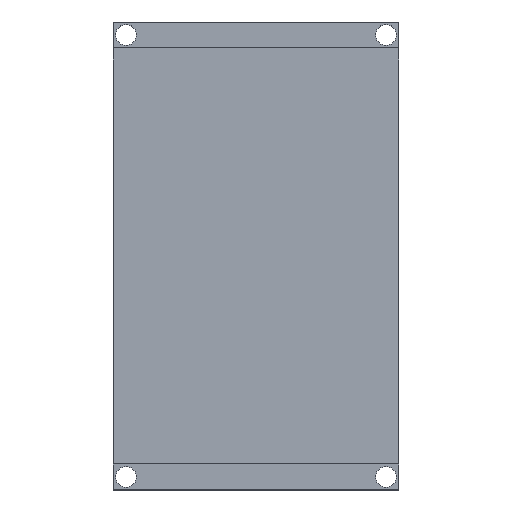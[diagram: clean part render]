
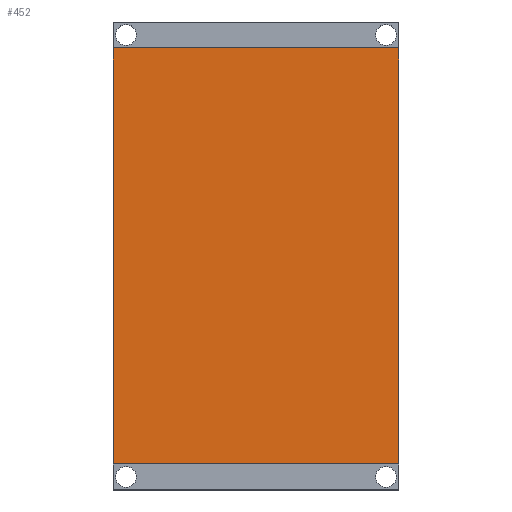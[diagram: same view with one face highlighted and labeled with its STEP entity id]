
A CAD part, top view. The second image highlights one B-rep face of the part: STEP entity #452.
In plain terms, the highlighted planar face has unit normal (0, 0, 1).
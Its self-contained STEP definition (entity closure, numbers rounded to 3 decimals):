
#38=PLANE('',#497);
#61=FACE_OUTER_BOUND('',#88,.T.);
#88=EDGE_LOOP('',(#384,#385,#386,#387));
#134=LINE('',#710,#186);
#138=LINE('',#719,#190);
#140=LINE('',#722,#192);
#141=LINE('',#723,#193);
#186=VECTOR('',#586,10.);
#190=VECTOR('',#592,10.);
#192=VECTOR('',#596,10.);
#193=VECTOR('',#597,10.);
#242=VERTEX_POINT('',#707);
#243=VERTEX_POINT('',#709);
#246=VERTEX_POINT('',#716);
#247=VERTEX_POINT('',#718);
#294=EDGE_CURVE('',#243,#242,#134,.T.);
#298=EDGE_CURVE('',#247,#246,#138,.T.);
#300=EDGE_CURVE('',#246,#243,#140,.T.);
#301=EDGE_CURVE('',#242,#247,#141,.T.);
#384=ORIENTED_EDGE('',*,*,#298,.T.);
#385=ORIENTED_EDGE('',*,*,#300,.T.);
#386=ORIENTED_EDGE('',*,*,#294,.T.);
#387=ORIENTED_EDGE('',*,*,#301,.T.);
#452=ADVANCED_FACE('',(#61),#38,.T.);
#497=AXIS2_PLACEMENT_3D('',#721,#594,#595);
#586=DIRECTION('',(-1.,0.,0.));
#592=DIRECTION('',(1.,0.,0.));
#594=DIRECTION('center_axis',(0.,0.,1.));
#595=DIRECTION('ref_axis',(1.,0.,0.));
#596=DIRECTION('',(0.,1.,0.));
#597=DIRECTION('',(0.,-1.,0.));
#707=CARTESIAN_POINT('',(0.,85.,5.));
#709=CARTESIAN_POINT('',(55.,85.,5.));
#710=CARTESIAN_POINT('',(0.,85.,5.));
#716=CARTESIAN_POINT('',(55.,5.,5.));
#718=CARTESIAN_POINT('',(0.,5.,5.));
#719=CARTESIAN_POINT('',(55.,5.,5.));
#721=CARTESIAN_POINT('Origin',(27.5,45.,5.));
#722=CARTESIAN_POINT('',(55.,85.,5.));
#723=CARTESIAN_POINT('',(0.,5.,5.));
